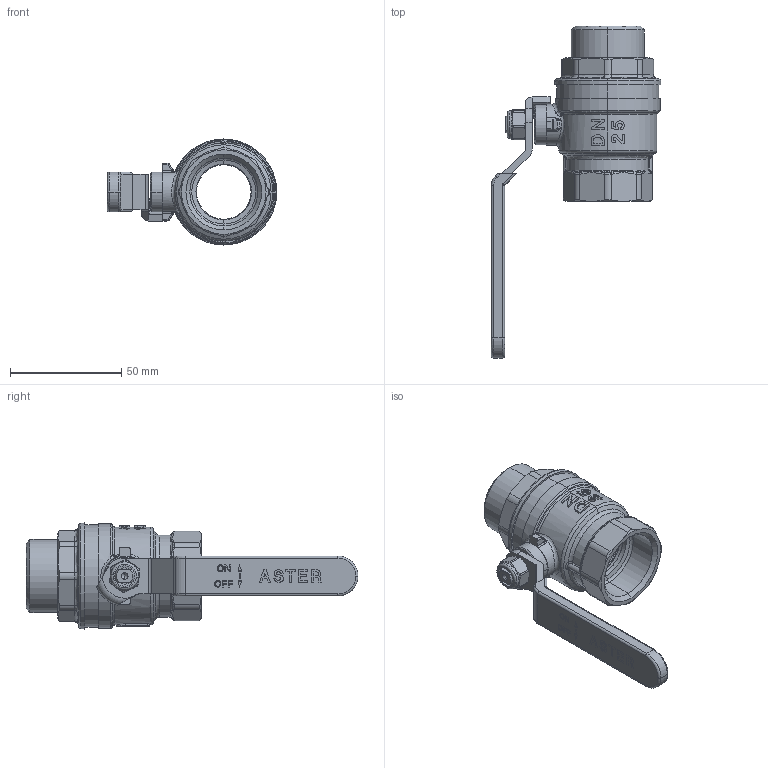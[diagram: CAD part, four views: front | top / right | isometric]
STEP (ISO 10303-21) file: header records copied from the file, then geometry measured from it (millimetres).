
FILE_DESCRIPTION (( 'STEP AP203' ), '1' );
FILE_NAME ('0812N406-surface.step', '2011-09-01T15:52:19', ( ' ' ), ( '' ), 'SwSTEP 2.0', 'SolidWorks 2011', '' );
FILE_SCHEMA (( 'CONFIG_CONTROL_DESIGN' ));
Length unit declared in the file: millimetre
Products named in the file (1): 0812N406-surface
Bounding box: 76.32 x 149.42 x 47.74 mm (x, y, z)
Surface area: 25847.3 mm2 (no closed solid volume)
Topology: 0 solids, 19 shells, 527 faces, 1694 edges, 1151 vertices
Faces by surface type: plane 212, cylinder 114, bspline 101, cone 51, torus 41, sphere 8
Entity records: 22399 total; most frequent: CARTESIAN_POINT 9114, ORIENTED_EDGE 2908, DIRECTION 2396, EDGE_CURVE 1670, VERTEX_POINT 1151, AXIS2_PLACEMENT_3D 835, VECTOR 726, LINE 726
